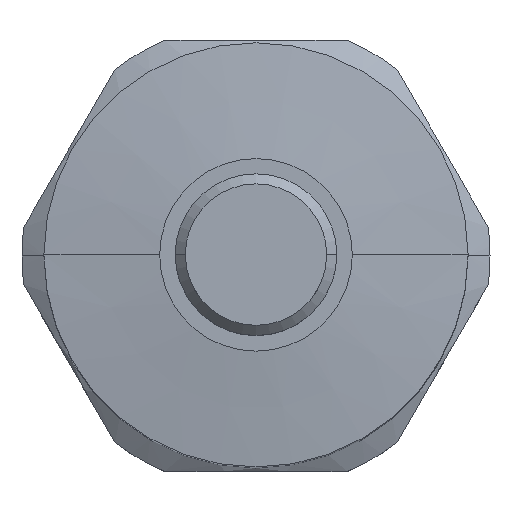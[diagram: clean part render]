
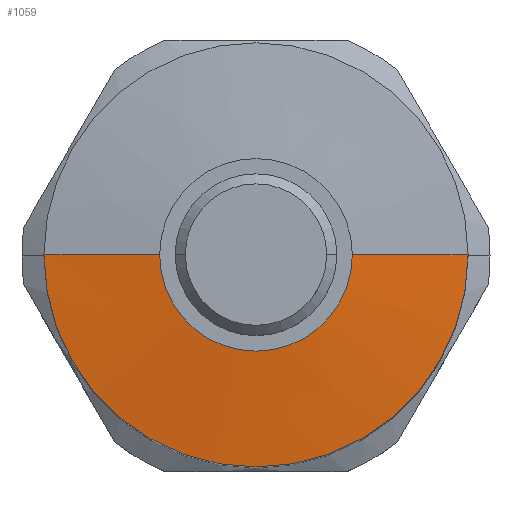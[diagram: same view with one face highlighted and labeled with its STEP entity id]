
A CAD part, top view. The second image highlights one B-rep face of the part: STEP entity #1059.
In plain terms, the highlighted conical face has half-angle 83.367 degrees and reference radius 15.75 mm.
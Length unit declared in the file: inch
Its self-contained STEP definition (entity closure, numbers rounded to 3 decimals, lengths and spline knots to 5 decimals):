
#44 = DIRECTION ( 'NONE',  ( -1., 0., 0. ) ) ;
#62 = DIRECTION ( 'NONE',  ( -1., 0., 0. ) ) ;
#75 = FACE_OUTER_BOUND ( 'NONE', #2740, .T. ) ;
#306 = VECTOR ( 'NONE', #1926, 39.37008 ) ;
#376 = VERTEX_POINT ( 'NONE', #2891 ) ;
#493 = CARTESIAN_POINT ( 'NONE',  ( 0.62008, 0., 0.38189 ) ) ;
#582 = EDGE_CURVE ( 'NONE', #2012, #376, #2334, .T. ) ;
#599 = CARTESIAN_POINT ( 'NONE',  ( -0.62008, 0., 0.38189 ) ) ;
#699 = VECTOR ( 'NONE', #974, 39.37008 ) ;
#974 = DIRECTION ( 'NONE',  ( -0.993, 0., -0.116 ) ) ;
#993 = CONICAL_SURFACE ( 'NONE', #2488, 0.62008, 1.455 ) ;
#1059 = ADVANCED_FACE ( 'FACE152', ( #75 ), #993, .T. ) ;
#1069 = CARTESIAN_POINT ( 'NONE',  ( -0.2815, 0., 0.42126 ) ) ;
#1077 = ORIENTED_EDGE ( 'NONE', *, *, #2564, .F. ) ;
#1257 = CARTESIAN_POINT ( 'NONE',  ( 0., 0., 0.38189 ) ) ;
#1360 = AXIS2_PLACEMENT_3D ( 'NONE', #1257, #1469, #44 ) ;
#1469 = DIRECTION ( 'NONE',  ( 0., 0., -1. ) ) ;
#1666 = ORIENTED_EDGE ( 'NONE', *, *, #2996, .T. ) ;
#1778 = VERTEX_POINT ( 'NONE', #1069 ) ;
#1926 = DIRECTION ( 'NONE',  ( 0.993, 0., -0.116 ) ) ;
#1934 = CIRCLE ( 'NONE', #1360, 0.62008 ) ;
#2012 = VERTEX_POINT ( 'NONE', #3053 ) ;
#2085 = AXIS2_PLACEMENT_3D ( 'NONE', #2983, #2107, #62 ) ;
#2089 = EDGE_CURVE ( 'NONE', #1778, #2486, #3238, .T. ) ;
#2107 = DIRECTION ( 'NONE',  ( 0., 0., -1. ) ) ;
#2256 = ORIENTED_EDGE ( 'NONE', *, *, #2089, .T. ) ;
#2334 = LINE ( 'NONE', #493, #306 ) ;
#2455 = CARTESIAN_POINT ( 'NONE',  ( -0.62008, 0., 0.38189 ) ) ;
#2486 = VERTEX_POINT ( 'NONE', #2455 ) ;
#2488 = AXIS2_PLACEMENT_3D ( 'NONE', #2533, #3120, #3055 ) ;
#2533 = CARTESIAN_POINT ( 'NONE',  ( 0., 0., 0.38189 ) ) ;
#2564 = EDGE_CURVE ( 'NONE', #376, #2486, #1934, .T. ) ;
#2628 = ORIENTED_EDGE ( 'NONE', *, *, #582, .F. ) ;
#2740 = EDGE_LOOP ( 'NONE', ( #2628, #1666, #2256, #1077 ) ) ;
#2891 = CARTESIAN_POINT ( 'NONE',  ( 0.62008, 0., 0.38189 ) ) ;
#2983 = CARTESIAN_POINT ( 'NONE',  ( 0., 0., 0.42126 ) ) ;
#2996 = EDGE_CURVE ( 'NONE', #2012, #1778, #3255, .T. ) ;
#3053 = CARTESIAN_POINT ( 'NONE',  ( 0.2815, 0., 0.42126 ) ) ;
#3055 = DIRECTION ( 'NONE',  ( -1., 0., 0. ) ) ;
#3120 = DIRECTION ( 'NONE',  ( 0., 0., -1. ) ) ;
#3238 = LINE ( 'NONE', #599, #699 ) ;
#3255 = CIRCLE ( 'NONE', #2085, 0.2815 ) ;
